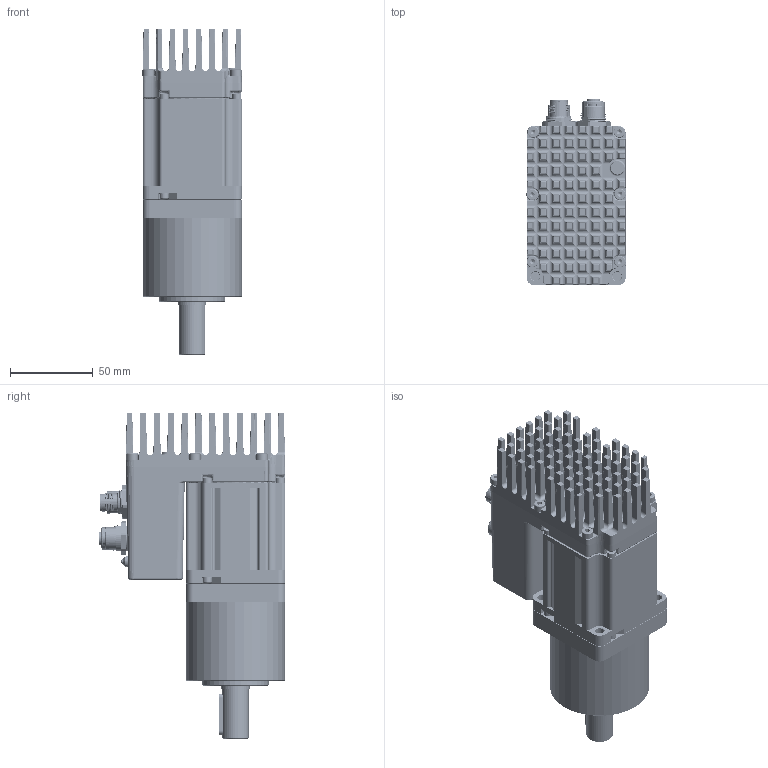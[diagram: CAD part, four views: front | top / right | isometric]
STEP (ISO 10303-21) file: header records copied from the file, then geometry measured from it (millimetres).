
FILE_DESCRIPTION (( 'STEP AP214' ), '1' );
FILE_NAME ('MDX 200W IP65 10±È³¤.STEP', '2019-01-04T07:21:37', ( '' ), ( '' ), 'SwSTEP 2.0', 'SolidWorks 2015', '' );
FILE_SCHEMA (( 'AUTOMOTIVE_DESIGN' ));
Length unit declared in the file: millimetre
Products named in the file (1): MDX 200W IP65 10掀酗
Bounding box: 60.17 x 112.6 x 197.3 mm (x, y, z)
Surface area: 173507 mm2 (no closed solid volume)
Topology: 0 solids, 423 shells, 6035 faces, 15954 edges, 10093 vertices
Faces by surface type: cylinder 2069, plane 1804, bspline 1344, cone 362, sphere 279, torus 177
Entity records: 336939 total; most frequent: CARTESIAN_POINT 136474, ORIENTED_EDGE 28666, DIRECTION 24842, EDGE_CURVE 15486, VERTEX_POINT 10079, AXIS2_PLACEMENT_3D 9115, LINE 6612, VECTOR 6612
